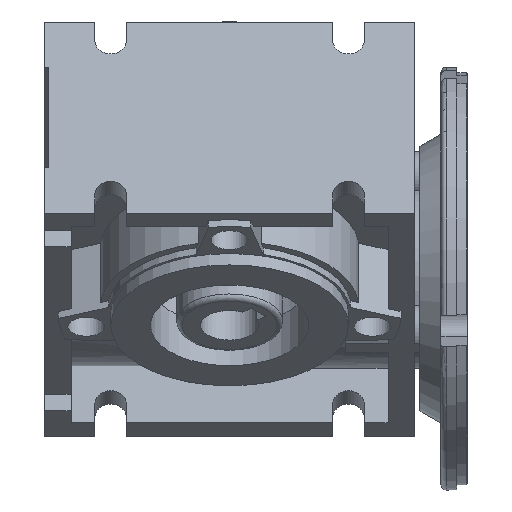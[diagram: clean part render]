
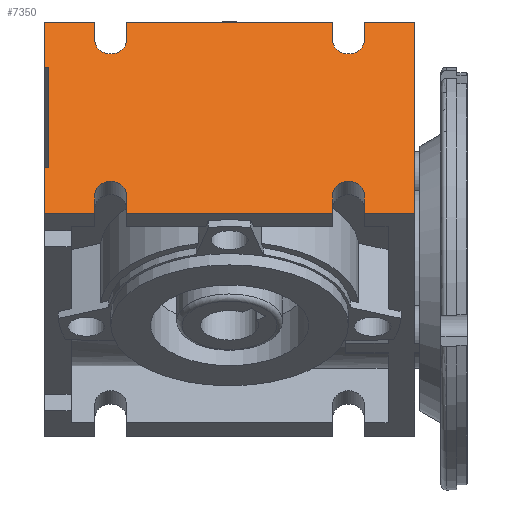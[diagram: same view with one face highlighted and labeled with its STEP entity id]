
A CAD part, top view. The second image highlights one B-rep face of the part: STEP entity #7350.
In plain terms, the highlighted face is planar.
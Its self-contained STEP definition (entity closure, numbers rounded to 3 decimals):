
#4638=CARTESIAN_POINT('',(-19.5,-35.0,-17.0));
#4639=VERTEX_POINT('',#4638);
#4640=CARTESIAN_POINT('',(-25.5,-35.0,-17.0));
#4641=VERTEX_POINT('',#4640);
#4642=CARTESIAN_POINT('',(-22.5,-35.0,-17.0));
#4643=DIRECTION('',(0.0,1.0,0.0));
#4644=DIRECTION('',(0.0,0.0,1.0));
#4645=AXIS2_PLACEMENT_3D('',#4642,#4643,#4644);
#4646=CIRCLE('',#4645,3.);
#4647=EDGE_CURVE('',#4639,#4641,#4646,.F.);
#4722=CARTESIAN_POINT('',(25.5,-35.0,-17.0));
#4723=VERTEX_POINT('',#4722);
#4724=CARTESIAN_POINT('',(19.5,-35.0,-17.0));
#4725=VERTEX_POINT('',#4724);
#4726=CARTESIAN_POINT('',(22.5,-35.0,-17.0));
#4727=DIRECTION('',(0.0,1.0,0.0));
#4728=DIRECTION('',(0.0,0.0,1.0));
#4729=AXIS2_PLACEMENT_3D('',#4726,#4727,#4728);
#4730=CIRCLE('',#4729,3.);
#4731=EDGE_CURVE('',#4723,#4725,#4730,.F.);
#5870=CARTESIAN_POINT('',(35.0,-35.0,-21.0));
#5871=VERTEX_POINT('',#5870);
#5897=CARTESIAN_POINT('',(35.0,-35.0,21.0));
#5898=VERTEX_POINT('',#5897);
#5905=CARTESIAN_POINT('',(35.0,-35.0,21.0));
#5906=DIRECTION('',(0.0,0.0,-1.0));
#5907=VECTOR('',#5906,42.0);
#5908=LINE('',#5905,#5907);
#5909=EDGE_CURVE('',#5898,#5871,#5908,.T.);
#5929=CARTESIAN_POINT('',(-35.0,-35.0,-11.0));
#5930=VERTEX_POINT('',#5929);
#5937=CARTESIAN_POINT('',(-34.2,-35.0,-11.0));
#5938=VERTEX_POINT('',#5937);
#5939=CARTESIAN_POINT('',(-34.2,-35.0,-11.0));
#5940=DIRECTION('',(-1.0,0.0,0.0));
#5941=VECTOR('',#5940,0.8);
#5942=LINE('',#5939,#5941);
#5943=EDGE_CURVE('',#5938,#5930,#5942,.T.);
#6049=CARTESIAN_POINT('',(-34.2,-35.0,11.0));
#6050=VERTEX_POINT('',#6049);
#6057=CARTESIAN_POINT('',(-35.0,-35.0,11.0));
#6058=VERTEX_POINT('',#6057);
#6059=CARTESIAN_POINT('',(-35.0,-35.0,11.0));
#6060=DIRECTION('',(1.0,0.0,0.0));
#6061=VECTOR('',#6060,0.8);
#6062=LINE('',#6059,#6061);
#6063=EDGE_CURVE('',#6058,#6050,#6062,.T.);
#6111=CARTESIAN_POINT('',(-34.2,-35.0,-11.0));
#6112=DIRECTION('',(0.0,0.0,1.0));
#6113=VECTOR('',#6112,22.0);
#6114=LINE('',#6111,#6113);
#6115=EDGE_CURVE('',#5938,#6050,#6114,.T.);
#6517=CARTESIAN_POINT('',(25.5,-35.0,-21.0));
#6518=VERTEX_POINT('',#6517);
#6519=CARTESIAN_POINT('',(25.5,-35.0,-21.0));
#6520=DIRECTION('',(1.0,0.0,0.0));
#6521=VECTOR('',#6520,9.5);
#6522=LINE('',#6519,#6521);
#6523=EDGE_CURVE('',#6518,#5871,#6522,.T.);
#6770=CARTESIAN_POINT('',(-25.5,-35.0,-21.0));
#6771=VERTEX_POINT('',#6770);
#6778=CARTESIAN_POINT('',(-35.0,-35.0,-21.0));
#6779=VERTEX_POINT('',#6778);
#6780=CARTESIAN_POINT('',(-35.0,-35.0,-21.0));
#6781=DIRECTION('',(1.0,0.0,0.0));
#6782=VECTOR('',#6781,9.5);
#6783=LINE('',#6780,#6782);
#6784=EDGE_CURVE('',#6779,#6771,#6783,.T.);
#6872=CARTESIAN_POINT('',(-35.0,-35.0,21.0));
#6873=VERTEX_POINT('',#6872);
#6874=CARTESIAN_POINT('',(-35.0,-35.0,21.0));
#6875=DIRECTION('',(0.0,0.0,-1.0));
#6876=VECTOR('',#6875,10.0);
#6877=LINE('',#6874,#6876);
#6878=EDGE_CURVE('',#6873,#6058,#6877,.T.);
#7033=CARTESIAN_POINT('',(-35.0,-35.0,-11.0));
#7034=DIRECTION('',(0.0,0.0,-1.0));
#7035=VECTOR('',#7034,10.0);
#7036=LINE('',#7033,#7035);
#7037=EDGE_CURVE('',#5930,#6779,#7036,.T.);
#7211=CARTESIAN_POINT('',(19.5,-35.0,-21.0));
#7212=VERTEX_POINT('',#7211);
#7219=CARTESIAN_POINT('',(-19.5,-35.0,-21.0));
#7220=VERTEX_POINT('',#7219);
#7221=CARTESIAN_POINT('',(-19.5,-35.0,-21.0));
#7222=DIRECTION('',(1.0,0.0,0.0));
#7223=VECTOR('',#7222,39.0);
#7224=LINE('',#7221,#7223);
#7225=EDGE_CURVE('',#7220,#7212,#7224,.T.);
#7236=CARTESIAN_POINT('',(-35.0,-35.0,21.0));
#7237=DIRECTION('',(0.0,1.0,0.0));
#7238=DIRECTION('',(0.0,0.0,1.0));
#7239=AXIS2_PLACEMENT_3D('',#7236,#7237,#7238);
#7240=PLANE('',#7239);
#7241=ORIENTED_EDGE('',*,*,#6115,.F.);
#7242=ORIENTED_EDGE('',*,*,#5943,.T.);
#7243=ORIENTED_EDGE('',*,*,#7037,.T.);
#7244=ORIENTED_EDGE('',*,*,#6784,.T.);
#7245=CARTESIAN_POINT('',(-25.5,-35.0,-17.0));
#7246=DIRECTION('',(0.0,0.0,-1.0));
#7247=VECTOR('',#7246,4.0);
#7248=LINE('',#7245,#7247);
#7249=EDGE_CURVE('',#4641,#6771,#7248,.T.);
#7250=ORIENTED_EDGE('',*,*,#7249,.F.);
#7251=ORIENTED_EDGE('',*,*,#4647,.F.);
#7252=CARTESIAN_POINT('',(-19.5,-35.0,-21.0));
#7253=DIRECTION('',(0.0,0.0,1.0));
#7254=VECTOR('',#7253,4.0);
#7255=LINE('',#7252,#7254);
#7256=EDGE_CURVE('',#7220,#4639,#7255,.T.);
#7257=ORIENTED_EDGE('',*,*,#7256,.F.);
#7258=ORIENTED_EDGE('',*,*,#7225,.T.);
#7259=CARTESIAN_POINT('',(19.5,-35.0,-17.0));
#7260=DIRECTION('',(0.0,0.0,-1.0));
#7261=VECTOR('',#7260,4.0);
#7262=LINE('',#7259,#7261);
#7263=EDGE_CURVE('',#4725,#7212,#7262,.T.);
#7264=ORIENTED_EDGE('',*,*,#7263,.F.);
#7265=ORIENTED_EDGE('',*,*,#4731,.F.);
#7266=CARTESIAN_POINT('',(25.5,-35.0,-21.0));
#7267=DIRECTION('',(0.0,0.0,1.0));
#7268=VECTOR('',#7267,4.0);
#7269=LINE('',#7266,#7268);
#7270=EDGE_CURVE('',#6518,#4723,#7269,.T.);
#7271=ORIENTED_EDGE('',*,*,#7270,.F.);
#7272=ORIENTED_EDGE('',*,*,#6523,.T.);
#7273=ORIENTED_EDGE('',*,*,#5909,.F.);
#7274=CARTESIAN_POINT('',(25.5,-35.0,21.0));
#7275=VERTEX_POINT('',#7274);
#7276=CARTESIAN_POINT('',(25.5,-35.0,21.0));
#7277=DIRECTION('',(1.0,0.0,0.0));
#7278=VECTOR('',#7277,9.5);
#7279=LINE('',#7276,#7278);
#7280=EDGE_CURVE('',#7275,#5898,#7279,.T.);
#7281=ORIENTED_EDGE('',*,*,#7280,.F.);
#7282=CARTESIAN_POINT('',(25.5,-35.0,17.0));
#7283=VERTEX_POINT('',#7282);
#7284=CARTESIAN_POINT('',(25.5,-35.0,21.0));
#7285=DIRECTION('',(0.0,0.0,-1.0));
#7286=VECTOR('',#7285,4.0);
#7287=LINE('',#7284,#7286);
#7288=EDGE_CURVE('',#7275,#7283,#7287,.T.);
#7289=ORIENTED_EDGE('',*,*,#7288,.T.);
#7290=CARTESIAN_POINT('',(19.5,-35.0,17.0));
#7291=VERTEX_POINT('',#7290);
#7292=CARTESIAN_POINT('',(22.5,-35.0,17.0));
#7293=DIRECTION('',(0.0,1.0,0.0));
#7294=DIRECTION('',(0.0,0.0,1.0));
#7295=AXIS2_PLACEMENT_3D('',#7292,#7293,#7294);
#7296=CIRCLE('',#7295,3.);
#7297=EDGE_CURVE('',#7283,#7291,#7296,.T.);
#7298=ORIENTED_EDGE('',*,*,#7297,.T.);
#7299=CARTESIAN_POINT('',(19.5,-35.0,21.0));
#7300=VERTEX_POINT('',#7299);
#7301=CARTESIAN_POINT('',(19.5,-35.0,17.0));
#7302=DIRECTION('',(0.0,0.0,1.0));
#7303=VECTOR('',#7302,4.0);
#7304=LINE('',#7301,#7303);
#7305=EDGE_CURVE('',#7291,#7300,#7304,.T.);
#7306=ORIENTED_EDGE('',*,*,#7305,.T.);
#7307=CARTESIAN_POINT('',(-19.5,-35.0,21.0));
#7308=VERTEX_POINT('',#7307);
#7309=CARTESIAN_POINT('',(-19.5,-35.0,21.0));
#7310=DIRECTION('',(1.0,0.0,0.0));
#7311=VECTOR('',#7310,39.0);
#7312=LINE('',#7309,#7311);
#7313=EDGE_CURVE('',#7308,#7300,#7312,.T.);
#7314=ORIENTED_EDGE('',*,*,#7313,.F.);
#7315=CARTESIAN_POINT('',(-19.5,-35.0,17.0));
#7316=VERTEX_POINT('',#7315);
#7317=CARTESIAN_POINT('',(-19.5,-35.0,21.0));
#7318=DIRECTION('',(0.0,0.0,-1.0));
#7319=VECTOR('',#7318,4.0);
#7320=LINE('',#7317,#7319);
#7321=EDGE_CURVE('',#7308,#7316,#7320,.T.);
#7322=ORIENTED_EDGE('',*,*,#7321,.T.);
#7323=CARTESIAN_POINT('',(-25.5,-35.0,17.0));
#7324=VERTEX_POINT('',#7323);
#7325=CARTESIAN_POINT('',(-22.5,-35.0,17.0));
#7326=DIRECTION('',(0.0,1.0,0.0));
#7327=DIRECTION('',(0.0,0.0,1.0));
#7328=AXIS2_PLACEMENT_3D('',#7325,#7326,#7327);
#7329=CIRCLE('',#7328,3.);
#7330=EDGE_CURVE('',#7316,#7324,#7329,.T.);
#7331=ORIENTED_EDGE('',*,*,#7330,.T.);
#7332=CARTESIAN_POINT('',(-25.5,-35.0,21.0));
#7333=VERTEX_POINT('',#7332);
#7334=CARTESIAN_POINT('',(-25.5,-35.0,17.0));
#7335=DIRECTION('',(0.0,0.0,1.0));
#7336=VECTOR('',#7335,4.0);
#7337=LINE('',#7334,#7336);
#7338=EDGE_CURVE('',#7324,#7333,#7337,.T.);
#7339=ORIENTED_EDGE('',*,*,#7338,.T.);
#7340=CARTESIAN_POINT('',(-35.0,-35.0,21.0));
#7341=DIRECTION('',(1.0,0.0,0.0));
#7342=VECTOR('',#7341,9.5);
#7343=LINE('',#7340,#7342);
#7344=EDGE_CURVE('',#6873,#7333,#7343,.T.);
#7345=ORIENTED_EDGE('',*,*,#7344,.F.);
#7346=ORIENTED_EDGE('',*,*,#6878,.T.);
#7347=ORIENTED_EDGE('',*,*,#6063,.T.);
#7348=EDGE_LOOP('',(#7241,#7242,#7243,#7244,#7250,#7251,#7257,#7258,#7264,#7265,#7271,#7272,#7273,#7281,#7289,#7298,#7306,#7314,#7322,#7331,#7339,#7345,#7346,#7347));
#7349=FACE_OUTER_BOUND('',#7348,.T.);
#7350=ADVANCED_FACE('',(#7349),#7240,.F.);
